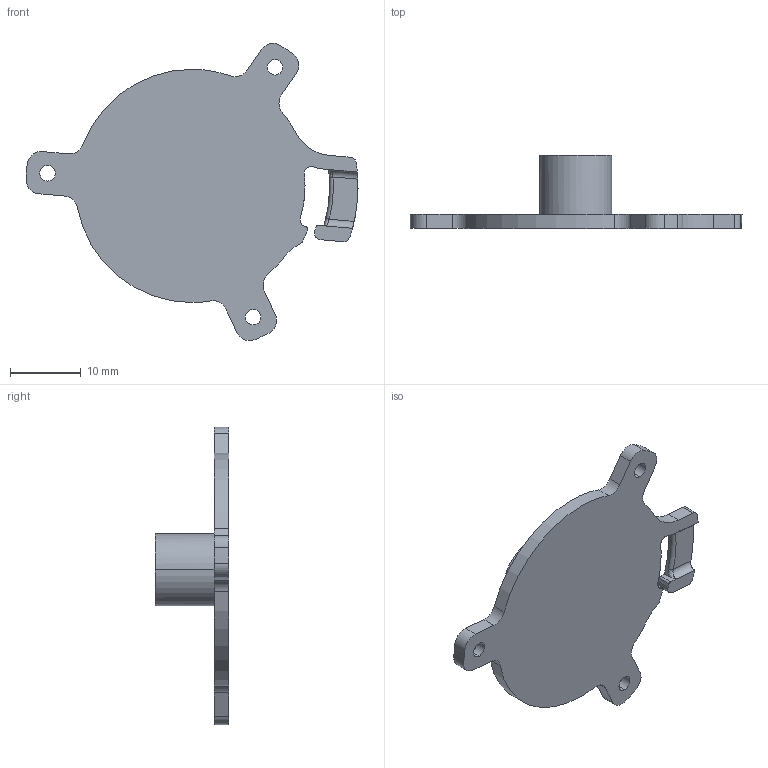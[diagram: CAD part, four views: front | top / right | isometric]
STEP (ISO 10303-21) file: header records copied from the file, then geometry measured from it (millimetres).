
FILE_DESCRIPTION(/* description */ (''),/* implementation_level */ '2;1');
FILE_NAME(/* name */ '7013_PILLOW_CONCORD.stp',/* time_stamp */ '2023-11-01T20:45:58+03:00',/* author */ (''),/* organization */ (''),/* preprocessor_version */ 'ST-DEVELOPER v16.7',/* originating_system */ 'SIEMENS PLM Software NX 12.0',/* authorisation */ '');
FILE_SCHEMA (('AUTOMOTIVE_DESIGN { 1 0 10303 214 3 1 1 1 }'));
Length unit declared in the file: millimetre
Products named in the file (1): 7013_PILLOW_CONCORD
Bounding box: 46.98 x 10.35 x 42.05 mm (x, y, z)
Volume: 2014.3 mm3; surface area: 2811.9 mm2
Topology: 1 solids, 1 shells, 86 faces, 251 edges, 171 vertices
Faces by surface type: cylinder 56, plane 22, torus 6, bspline 2
Entity records: 3128 total; most frequent: CARTESIAN_POINT 685, DIRECTION 554, ORIENTED_EDGE 502, EDGE_CURVE 251, AXIS2_PLACEMENT_3D 229, VERTEX_POINT 171, CIRCLE 144, EDGE_LOOP 96
